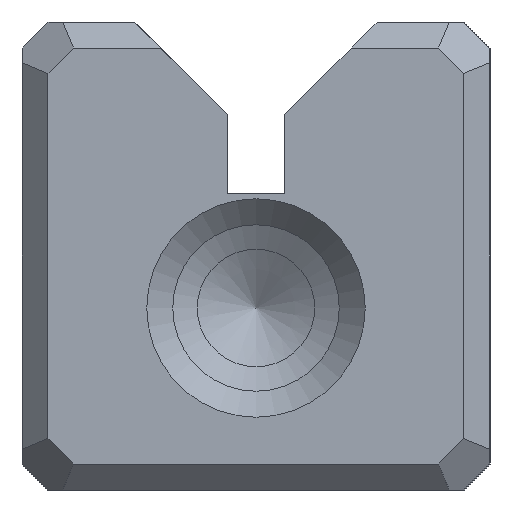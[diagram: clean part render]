
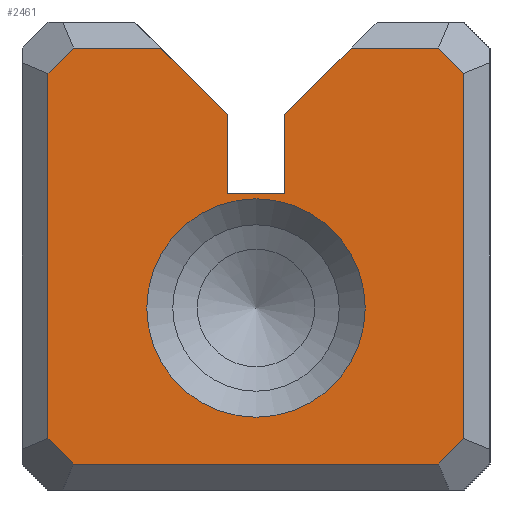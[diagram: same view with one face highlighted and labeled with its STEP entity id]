
A CAD part, left-side view. The second image highlights one B-rep face of the part: STEP entity #2461.
In plain terms, the highlighted planar face has unit normal (-1, 0, 0).
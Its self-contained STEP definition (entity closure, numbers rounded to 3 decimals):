
#2461=ADVANCED_FACE('',(#3347,#3348),#2836,.F.);
#2836=PLANE('',#8736);
#3081=CIRCLE('',#8735,2.1);
#3347=FACE_BOUND('',#3512,.T.);
#3348=FACE_BOUND('',#3513,.T.);
#3512=EDGE_LOOP('',(#4199));
#3513=EDGE_LOOP('',(#4200,#4201,#4202,#4203,#4204,#4205,#4206,#4207,#4208,
#4209,#4210,#4211,#4212,#4213));
#4199=ORIENTED_EDGE('',*,*,#6682,.T.);
#4200=ORIENTED_EDGE('',*,*,#6683,.T.);
#4201=ORIENTED_EDGE('',*,*,#6684,.T.);
#4202=ORIENTED_EDGE('',*,*,#6685,.F.);
#4203=ORIENTED_EDGE('',*,*,#6686,.F.);
#4204=ORIENTED_EDGE('',*,*,#6687,.F.);
#4205=ORIENTED_EDGE('',*,*,#6688,.F.);
#4206=ORIENTED_EDGE('',*,*,#6689,.F.);
#4207=ORIENTED_EDGE('',*,*,#6690,.T.);
#4208=ORIENTED_EDGE('',*,*,#6691,.T.);
#4209=ORIENTED_EDGE('',*,*,#6692,.T.);
#4210=ORIENTED_EDGE('',*,*,#6693,.T.);
#4211=ORIENTED_EDGE('',*,*,#6694,.T.);
#4212=ORIENTED_EDGE('',*,*,#6695,.T.);
#4213=ORIENTED_EDGE('',*,*,#6696,.T.);
#6045=VERTEX_POINT('',#11180);
#6046=VERTEX_POINT('',#11182);
#6047=VERTEX_POINT('',#11183);
#6048=VERTEX_POINT('',#11185);
#6049=VERTEX_POINT('',#11187);
#6050=VERTEX_POINT('',#11189);
#6051=VERTEX_POINT('',#11191);
#6052=VERTEX_POINT('',#11193);
#6053=VERTEX_POINT('',#11195);
#6054=VERTEX_POINT('',#11197);
#6055=VERTEX_POINT('',#11199);
#6056=VERTEX_POINT('',#11201);
#6057=VERTEX_POINT('',#11203);
#6058=VERTEX_POINT('',#11205);
#6059=VERTEX_POINT('',#11207);
#6682=EDGE_CURVE('',#6045,#6045,#3081,.T.);
#6683=EDGE_CURVE('',#6046,#6047,#7522,.T.);
#6684=EDGE_CURVE('',#6047,#6048,#7523,.T.);
#6685=EDGE_CURVE('',#6049,#6048,#7524,.T.);
#6686=EDGE_CURVE('',#6050,#6049,#7525,.T.);
#6687=EDGE_CURVE('',#6051,#6050,#7526,.T.);
#6688=EDGE_CURVE('',#6052,#6051,#7527,.T.);
#6689=EDGE_CURVE('',#6053,#6052,#7528,.T.);
#6690=EDGE_CURVE('',#6053,#6054,#7529,.T.);
#6691=EDGE_CURVE('',#6054,#6055,#7530,.T.);
#6692=EDGE_CURVE('',#6055,#6056,#7531,.T.);
#6693=EDGE_CURVE('',#6056,#6057,#7532,.T.);
#6694=EDGE_CURVE('',#6057,#6058,#7533,.T.);
#6695=EDGE_CURVE('',#6058,#6059,#7534,.T.);
#6696=EDGE_CURVE('',#6059,#6046,#7535,.T.);
#7522=LINE('',#11181,#8206);
#7523=LINE('',#11184,#8207);
#7524=LINE('',#11186,#8208);
#7525=LINE('',#11188,#8209);
#7526=LINE('',#11190,#8210);
#7527=LINE('',#11192,#8211);
#7528=LINE('',#11194,#8212);
#7529=LINE('',#11196,#8213);
#7530=LINE('',#11198,#8214);
#7531=LINE('',#11200,#8215);
#7532=LINE('',#11202,#8216);
#7533=LINE('',#11204,#8217);
#7534=LINE('',#11206,#8218);
#7535=LINE('',#11208,#8219);
#8206=VECTOR('',#9257,1.);
#8207=VECTOR('',#9258,1.);
#8208=VECTOR('',#9259,1.);
#8209=VECTOR('',#9260,1.);
#8210=VECTOR('',#9261,1.);
#8211=VECTOR('',#9262,1.);
#8212=VECTOR('',#9263,1.);
#8213=VECTOR('',#9264,1.);
#8214=VECTOR('',#9265,1.);
#8215=VECTOR('',#9266,1.);
#8216=VECTOR('',#9267,1.);
#8217=VECTOR('',#9268,1.);
#8218=VECTOR('',#9269,1.);
#8219=VECTOR('',#9270,1.);
#8735=AXIS2_PLACEMENT_3D('',#11179,#9255,#9256);
#8736=AXIS2_PLACEMENT_3D('',#11209,#9271,#9272);
#9255=DIRECTION('',(1.,0.,0.));
#9256=DIRECTION('',(0.,0.,-1.));
#9257=DIRECTION('',(0.,0.707,0.707));
#9258=DIRECTION('',(0.,1.,0.));
#9259=DIRECTION('',(0.,-0.707,0.707));
#9260=DIRECTION('',(0.,0.,1.));
#9261=DIRECTION('',(0.,-1.,0.));
#9262=DIRECTION('',(0.,0.,-1.));
#9263=DIRECTION('',(0.,-0.707,-0.707));
#9264=DIRECTION('',(0.,1.,0.));
#9265=DIRECTION('',(0.,0.707,-0.707));
#9266=DIRECTION('',(0.,0.,-1.));
#9267=DIRECTION('',(0.,-0.707,-0.707));
#9268=DIRECTION('',(0.,-1.,0.));
#9269=DIRECTION('',(0.,-0.707,0.707));
#9270=DIRECTION('',(0.,0.,1.));
#9271=DIRECTION('',(1.,0.,0.));
#9272=DIRECTION('',(0.,0.,1.));
#11179=CARTESIAN_POINT('',(-87.5,0.,-1.));
#11180=CARTESIAN_POINT('',(-87.5,0.,-3.1));
#11181=CARTESIAN_POINT('',(-87.5,-3.755,3.755));
#11182=CARTESIAN_POINT('',(-87.5,-4.,3.51));
#11183=CARTESIAN_POINT('',(-87.5,-3.51,4.));
#11184=CARTESIAN_POINT('',(-87.5,-2.328,4.));
#11185=CARTESIAN_POINT('',(-87.5,-1.828,4.));
#11186=CARTESIAN_POINT('',(-87.5,0.,2.172));
#11187=CARTESIAN_POINT('',(-87.5,-0.55,2.722));
#11188=CARTESIAN_POINT('',(-87.5,-0.55,1.2));
#11189=CARTESIAN_POINT('',(-87.5,-0.55,1.2));
#11190=CARTESIAN_POINT('',(-87.5,0.55,1.2));
#11191=CARTESIAN_POINT('',(-87.5,0.55,1.2));
#11192=CARTESIAN_POINT('',(-87.5,0.55,2.722));
#11193=CARTESIAN_POINT('',(-87.5,0.55,2.722));
#11194=CARTESIAN_POINT('',(-87.5,4.828,7.));
#11195=CARTESIAN_POINT('',(-87.5,1.828,4.));
#11196=CARTESIAN_POINT('',(-87.5,4.,4.));
#11197=CARTESIAN_POINT('',(-87.5,3.51,4.));
#11198=CARTESIAN_POINT('',(-87.5,3.755,3.755));
#11199=CARTESIAN_POINT('',(-87.5,4.,3.51));
#11200=CARTESIAN_POINT('',(-87.5,4.,-4.));
#11201=CARTESIAN_POINT('',(-87.5,4.,-3.51));
#11202=CARTESIAN_POINT('',(-87.5,3.755,-3.755));
#11203=CARTESIAN_POINT('',(-87.5,3.51,-4.));
#11204=CARTESIAN_POINT('',(-87.5,-4.,-4.));
#11205=CARTESIAN_POINT('',(-87.5,-3.51,-4.));
#11206=CARTESIAN_POINT('',(-87.5,-3.755,-3.755));
#11207=CARTESIAN_POINT('',(-87.5,-4.,-3.51));
#11208=CARTESIAN_POINT('',(-87.5,-4.,4.));
#11209=CARTESIAN_POINT('',(-87.5,0.,0.));
